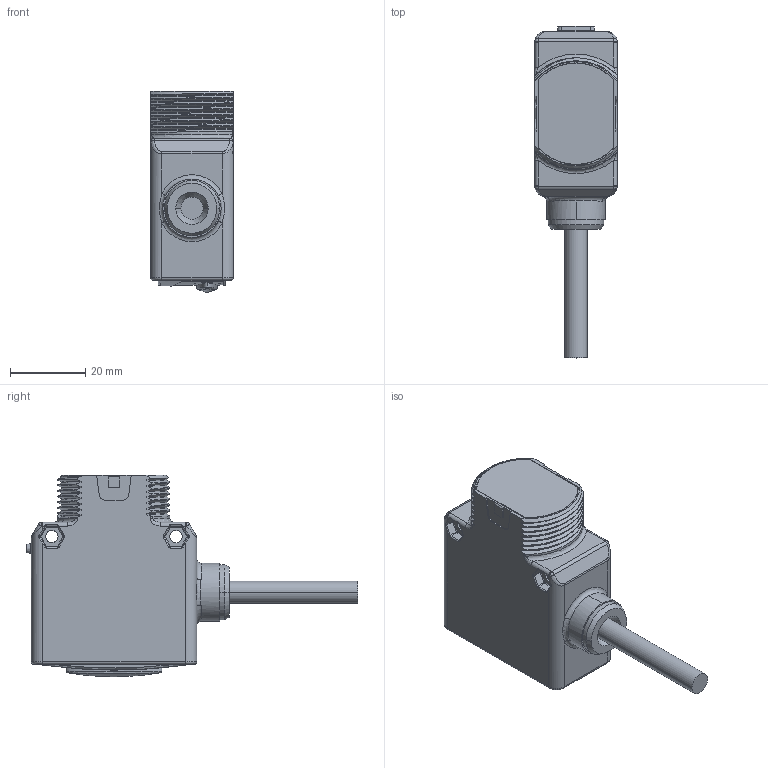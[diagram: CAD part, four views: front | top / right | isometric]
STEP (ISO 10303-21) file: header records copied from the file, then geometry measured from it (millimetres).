
FILE_DESCRIPTION((''),'2;1');
FILE_NAME('140610_SW','2008-06-03T',('banengservice'),('BANNER ENGINEERING'),'PRO/ENGINEER BY PARAMETRIC TECHNOLOGY CORPORATION, 2006170','PRO/ENGINEER BY PARAMETRIC TECHNOLOGY CORPORATION, 2006170','');
FILE_SCHEMA(('CONFIG_CONTROL_DESIGN'));
Length unit declared in the file: inch
Products named in the file (1): 140610_SW
Bounding box: 22 x 88.27 x 53.55 mm (x, y, z)
Volume: 45932.8 mm3; surface area: 9852.3 mm2
Topology: 1 solids, 1 shells, 399 faces, 945 edges, 554 vertices
Faces by surface type: cylinder 154, bspline 83, plane 81, torus 38, sphere 30, cone 11, extrusion 2
Entity records: 17453 total; most frequent: CARTESIAN_POINT 8820, ORIENTED_EDGE 1886, DIRECTION 1651, EDGE_CURVE 943, AXIS2_PLACEMENT_3D 631, VERTEX_POINT 554, EDGE_LOOP 411, FACE_OUTER_BOUND 399
